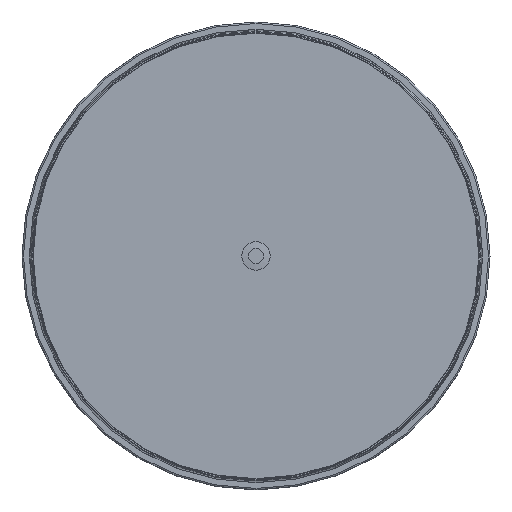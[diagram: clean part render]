
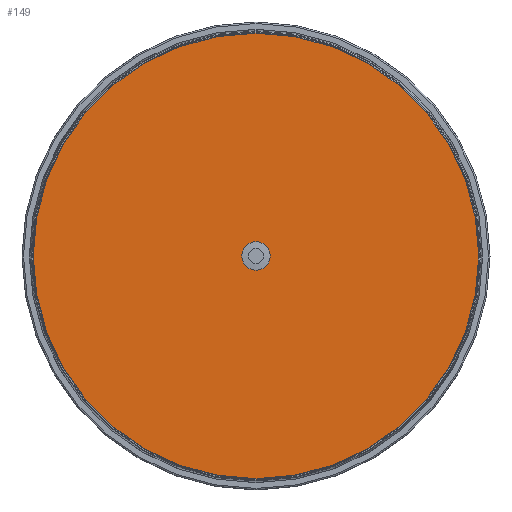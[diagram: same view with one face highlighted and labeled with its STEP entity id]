
A CAD part, top view. The second image highlights one B-rep face of the part: STEP entity #149.
In plain terms, the highlighted planar face has unit normal (0, 0, 1).
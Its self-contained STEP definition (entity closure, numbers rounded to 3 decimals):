
#149=ADVANCED_FACE('',(#399,#400),#401,.T.);
#399=FACE_BOUND('',#1475,.T.);
#400=FACE_OUTER_BOUND('',#1476,.T.);
#401=PLANE('',#1477);
#1475=EDGE_LOOP('',(#2263));
#1476=EDGE_LOOP('',(#2264));
#1477=AXIS2_PLACEMENT_3D('',#2265,#2266,#2267);
#2263=ORIENTED_EDGE('',*,*,#3480,.T.);
#2264=ORIENTED_EDGE('',*,*,#3479,.T.);
#2265=CARTESIAN_POINT('',(0.0,0.0,0.45));
#2266=DIRECTION('',(0.0,0.0,1.0));
#2267=DIRECTION('',(-1.0,0.0,0.0));
#3479=EDGE_CURVE('',#4151,#4151,#4152,.T.);
#3480=EDGE_CURVE('',#4153,#4153,#4154,.T.);
#4151=VERTEX_POINT('',#5879);
#4152=CIRCLE('',#5880,87.566);
#4153=VERTEX_POINT('',#5881);
#4154=CIRCLE('',#5882,5.588);
#5879=CARTESIAN_POINT('',(87.566,0.0,0.45));
#5880=AXIS2_PLACEMENT_3D('',#6758,#6759,#6760);
#5881=CARTESIAN_POINT('',(0.0,5.588,0.45));
#5882=AXIS2_PLACEMENT_3D('',#6761,#6762,#6763);
#6758=CARTESIAN_POINT('',(0.0,0.0,0.45));
#6759=DIRECTION('',(0.0,0.0,1.0));
#6760=DIRECTION('',(1.0,0.0,0.0));
#6761=CARTESIAN_POINT('',(0.0,0.,0.45));
#6762=DIRECTION('',(0.0,0.,-1.0));
#6763=DIRECTION('',(0.0,1.0,0.));
